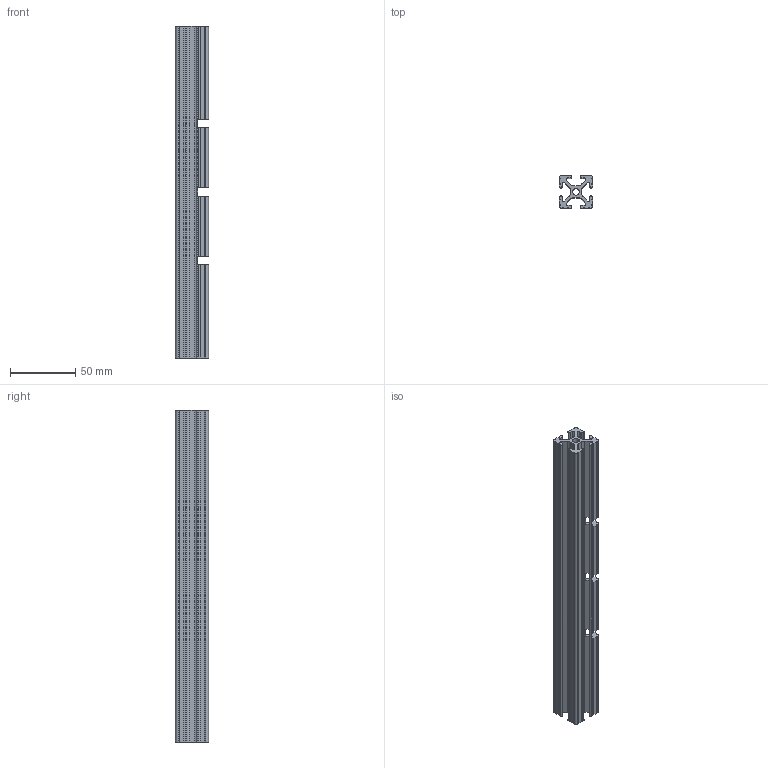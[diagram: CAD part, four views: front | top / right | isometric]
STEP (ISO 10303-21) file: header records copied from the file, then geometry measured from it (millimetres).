
FILE_DESCRIPTION (( 'STEP AP214' ), '1' );
FILE_NAME ('Aluminum Extrusion 1in (47065T1).step', '2023-01-06T00:22:54', ( '' ), ( '' ), 'SwSTEP 2.0', 'SolidWorks 2019', '' );
FILE_SCHEMA (( 'AUTOMOTIVE_DESIGN' ));
Length unit declared in the file: inch
Products named in the file (1): Aluminum Extrusion 1in (47065T1)
Bounding box: 25.4 x 25.4 x 254 mm (x, y, z)
Volume: 69196.8 mm3; surface area: 56613.8 mm2
Topology: 1 solids, 1 shells, 234 faces, 732 edges, 488 vertices
Faces by surface type: cylinder 134, plane 100
Entity records: 8292 total; most frequent: DIRECTION 1470, ORIENTED_EDGE 1464, CARTESIAN_POINT 1455, EDGE_CURVE 732, AXIS2_PLACEMENT_3D 503, VERTEX_POINT 488, VECTOR 464, LINE 464
